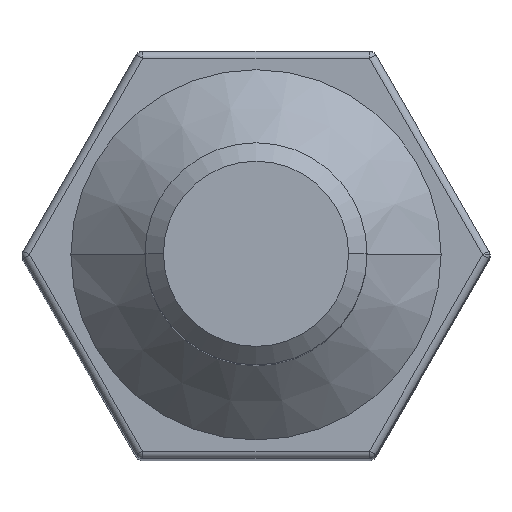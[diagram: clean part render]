
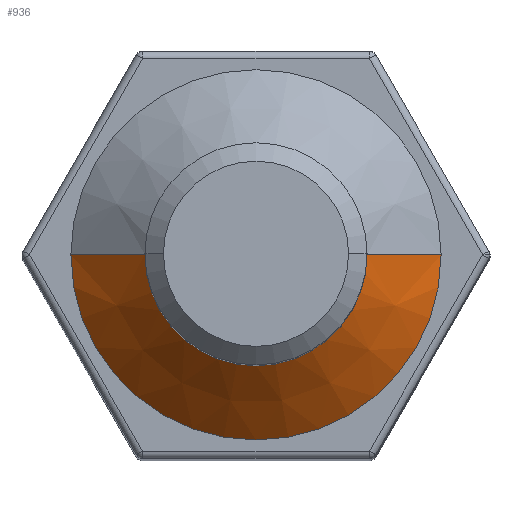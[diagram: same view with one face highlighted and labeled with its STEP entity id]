
A CAD part, top view. The second image highlights one B-rep face of the part: STEP entity #936.
In plain terms, the highlighted conical face has half-angle 45 degrees and reference radius 1.5 mm.
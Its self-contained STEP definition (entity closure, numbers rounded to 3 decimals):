
#23 = CIRCLE ( 'NONE', #1013, 2.5 ) ;
#33 = DIRECTION ( 'NONE',  ( -0.707, 0., -0.707 ) ) ;
#53 = CONICAL_SURFACE ( 'NONE', #1076, 1.5, 0.785 ) ;
#59 = CARTESIAN_POINT ( 'NONE',  ( 2.5, 0., 0. ) ) ;
#83 = FACE_OUTER_BOUND ( 'NONE', #203, .T. ) ;
#134 = VECTOR ( 'NONE', #485, 1000. ) ;
#196 = LINE ( 'NONE', #880, #134 ) ;
#203 = EDGE_LOOP ( 'NONE', ( #1327, #992, #950, #1247 ) ) ;
#251 = EDGE_CURVE ( 'NONE', #1370, #970, #196, .T. ) ;
#370 = AXIS2_PLACEMENT_3D ( 'NONE', #1257, #600, #1336 ) ;
#377 = CIRCLE ( 'NONE', #370, 1.5 ) ;
#400 = EDGE_CURVE ( 'NONE', #638, #1022, #611, .T. ) ;
#485 = DIRECTION ( 'NONE',  ( 0.707, 0., -0.707 ) ) ;
#547 = DIRECTION ( 'NONE',  ( 0., 0., -1. ) ) ;
#600 = DIRECTION ( 'NONE',  ( 0., 0., -1. ) ) ;
#601 = VECTOR ( 'NONE', #33, 1000. ) ;
#611 = LINE ( 'NONE', #670, #601 ) ;
#627 = EDGE_CURVE ( 'NONE', #1370, #638, #377, .T. ) ;
#638 = VERTEX_POINT ( 'NONE', #1413 ) ;
#670 = CARTESIAN_POINT ( 'NONE',  ( -1.5, 0., 1. ) ) ;
#880 = CARTESIAN_POINT ( 'NONE',  ( 1.5, 0., 1. ) ) ;
#936 = ADVANCED_FACE ( 'NONE', ( #83 ), #53, .T. ) ;
#950 = ORIENTED_EDGE ( 'NONE', *, *, #400, .T. ) ;
#959 = EDGE_CURVE ( 'NONE', #970, #1022, #23, .T. ) ;
#970 = VERTEX_POINT ( 'NONE', #59 ) ;
#992 = ORIENTED_EDGE ( 'NONE', *, *, #627, .T. ) ;
#1013 = AXIS2_PLACEMENT_3D ( 'NONE', #1231, #547, #1313 ) ;
#1022 = VERTEX_POINT ( 'NONE', #1044 ) ;
#1044 = CARTESIAN_POINT ( 'NONE',  ( -2.5, 0., 0. ) ) ;
#1076 = AXIS2_PLACEMENT_3D ( 'NONE', #1127, #1375, #1306 ) ;
#1127 = CARTESIAN_POINT ( 'NONE',  ( 0., 0., 1. ) ) ;
#1231 = CARTESIAN_POINT ( 'NONE',  ( 0., 0., 0. ) ) ;
#1247 = ORIENTED_EDGE ( 'NONE', *, *, #959, .F. ) ;
#1257 = CARTESIAN_POINT ( 'NONE',  ( 0., 0., 1. ) ) ;
#1306 = DIRECTION ( 'NONE',  ( -1., 0., 0. ) ) ;
#1313 = DIRECTION ( 'NONE',  ( -1., 0., 0. ) ) ;
#1327 = ORIENTED_EDGE ( 'NONE', *, *, #251, .F. ) ;
#1336 = DIRECTION ( 'NONE',  ( -1., 0., 0. ) ) ;
#1369 = CARTESIAN_POINT ( 'NONE',  ( 1.5, 0., 1. ) ) ;
#1370 = VERTEX_POINT ( 'NONE', #1369 ) ;
#1375 = DIRECTION ( 'NONE',  ( 0., 0., -1. ) ) ;
#1413 = CARTESIAN_POINT ( 'NONE',  ( -1.5, 0., 1. ) ) ;
